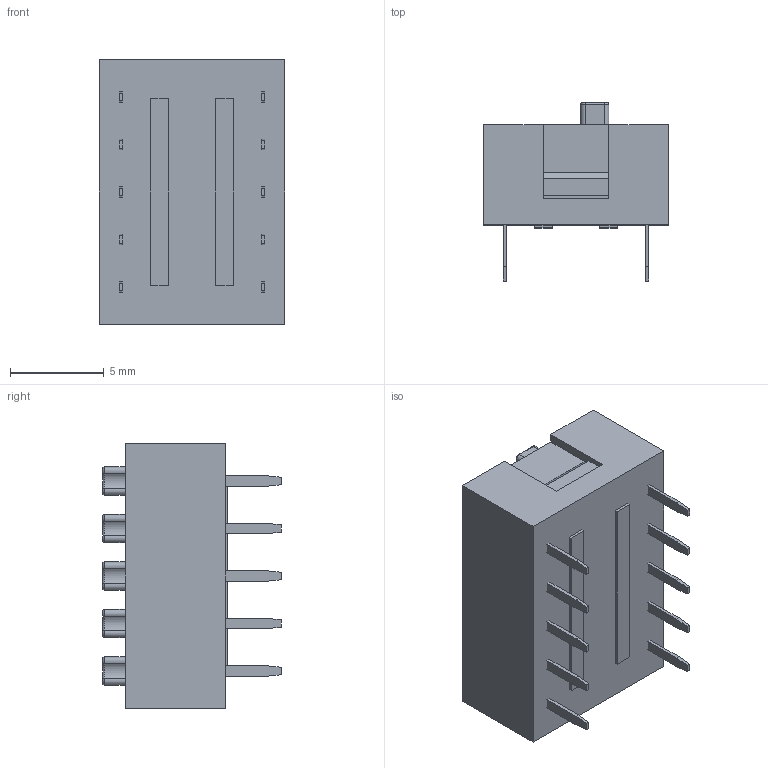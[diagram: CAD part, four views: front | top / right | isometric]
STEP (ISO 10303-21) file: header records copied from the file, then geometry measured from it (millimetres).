
FILE_DESCRIPTION (( 'STEP AP214' ), '1' );
FILE_NAME ('CUI_DEVICES_DS01C-254-S-05BE.step', '2020-04-22T20:38:59', ( '' ), ( '' ), 'SwSTEP 2.0', 'SolidWorks 2020', '' );
FILE_SCHEMA (( 'AUTOMOTIVE_DESIGN' ));
Length unit declared in the file: inch
Products named in the file (1): CUI_DEVICES_DS01C-254-S-05BE
Bounding box: 9.9 x 9.55 x 14.12 mm (x, y, z)
Volume: 747.9 mm3; surface area: 681.2 mm2
Topology: 11 solids, 11 shells, 239 faces, 560 edges, 350 vertices
Faces by surface type: plane 169, cylinder 40, torus 30
Entity records: 9094 total; most frequent: DIRECTION 1180, CARTESIAN_POINT 1150, ORIENTED_EDGE 1120, EDGE_CURVE 560, LINE 420, VECTOR 420, AXIS2_PLACEMENT_3D 380, VERTEX_POINT 350
